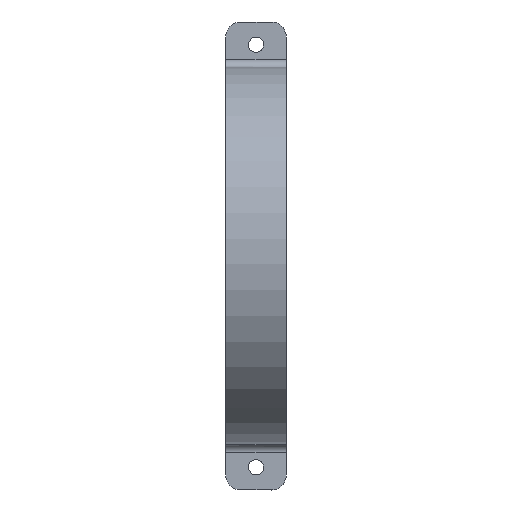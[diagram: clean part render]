
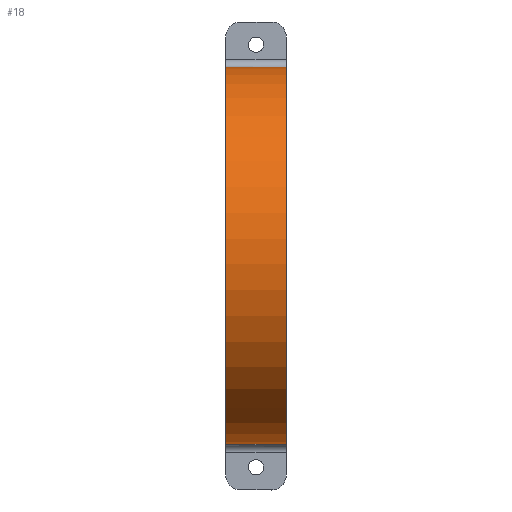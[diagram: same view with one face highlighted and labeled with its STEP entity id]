
A CAD part, top view. The second image highlights one B-rep face of the part: STEP entity #18.
In plain terms, the highlighted cylindrical face has radius 78.96 mm (diameter 157.92 mm), a partial arc.
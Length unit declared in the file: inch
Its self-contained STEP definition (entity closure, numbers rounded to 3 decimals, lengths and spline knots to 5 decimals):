
#18=ADVANCED_FACE('',(#46),#496,.T.);
#46=FACE_OUTER_BOUND('',#74,.T.);
#74=EDGE_LOOP('',(#106,#107,#108,#109));
#106=ORIENTED_EDGE('',*,*,#262,.T.);
#107=ORIENTED_EDGE('',*,*,#263,.T.);
#108=ORIENTED_EDGE('',*,*,#264,.F.);
#109=ORIENTED_EDGE('',*,*,#265,.F.);
#262=EDGE_CURVE('',#426,#427,#384,.T.);
#263=EDGE_CURVE('',#427,#428,#385,.T.);
#264=EDGE_CURVE('',#429,#428,#386,.T.);
#265=EDGE_CURVE('',#426,#429,#387,.T.);
#384=(
BOUNDED_CURVE()
B_SPLINE_CURVE(2,(#743,#744,#745,#746,#747),.UNSPECIFIED.,.F.,.F.)
B_SPLINE_CURVE_WITH_KNOTS((3,2,3),(5.11971,9.81566,14.51161),
 .UNSPECIFIED.)
CURVE()
GEOMETRIC_REPRESENTATION_ITEM()
RATIONAL_B_SPLINE_CURVE((1.,0.707,1.,0.707,1.))
REPRESENTATION_ITEM('')
);
#385=(
BOUNDED_CURVE()
B_SPLINE_CURVE(1,(#748,#749),.UNSPECIFIED.,.F.,.F.)
B_SPLINE_CURVE_WITH_KNOTS((2,2),(0.,1.),.UNSPECIFIED.)
CURVE()
GEOMETRIC_REPRESENTATION_ITEM()
RATIONAL_B_SPLINE_CURVE((1.,1.))
REPRESENTATION_ITEM('')
);
#386=(
BOUNDED_CURVE()
B_SPLINE_CURVE(2,(#750,#751,#752,#753,#754),.UNSPECIFIED.,.F.,.F.)
B_SPLINE_CURVE_WITH_KNOTS((3,2,3),(5.11971,9.81566,14.51161),
 .UNSPECIFIED.)
CURVE()
GEOMETRIC_REPRESENTATION_ITEM()
RATIONAL_B_SPLINE_CURVE((1.,0.707,1.,0.707,1.))
REPRESENTATION_ITEM('')
);
#387=(
BOUNDED_CURVE()
B_SPLINE_CURVE(1,(#755,#756),.UNSPECIFIED.,.F.,.F.)
B_SPLINE_CURVE_WITH_KNOTS((2,2),(0.,1.),.UNSPECIFIED.)
CURVE()
GEOMETRIC_REPRESENTATION_ITEM()
RATIONAL_B_SPLINE_CURVE((1.,1.))
REPRESENTATION_ITEM('')
);
#426=VERTEX_POINT('',#689);
#427=VERTEX_POINT('',#690);
#428=VERTEX_POINT('',#691);
#429=VERTEX_POINT('',#692);
#496=CYLINDRICAL_SURFACE('',#599,3.10866);
#599=AXIS2_PLACEMENT_3D('',#661,#630,$);
#630=DIRECTION('',(-1.,0.,0.));
#661=CARTESIAN_POINT('',(5.4301,9.,0.));
#689=CARTESIAN_POINT('',(5.9301,5.89134,0.));
#690=CARTESIAN_POINT('',(5.9301,12.10866,0.));
#691=CARTESIAN_POINT('',(4.9301,12.10866,0.));
#692=CARTESIAN_POINT('',(4.9301,5.89134,0.));
#743=CARTESIAN_POINT('',(5.9301,5.89134,0.));
#744=CARTESIAN_POINT('',(5.9301,5.89134,3.10866));
#745=CARTESIAN_POINT('',(5.9301,9.,3.10866));
#746=CARTESIAN_POINT('',(5.9301,12.10866,3.10866));
#747=CARTESIAN_POINT('',(5.9301,12.10866,0.));
#748=CARTESIAN_POINT('',(5.9301,12.10866,0.));
#749=CARTESIAN_POINT('',(4.9301,12.10866,0.));
#750=CARTESIAN_POINT('',(4.9301,5.89134,0.));
#751=CARTESIAN_POINT('',(4.9301,5.89134,3.10866));
#752=CARTESIAN_POINT('',(4.9301,9.,3.10866));
#753=CARTESIAN_POINT('',(4.9301,12.10866,3.10866));
#754=CARTESIAN_POINT('',(4.9301,12.10866,0.));
#755=CARTESIAN_POINT('',(5.9301,5.89134,0.));
#756=CARTESIAN_POINT('',(4.9301,5.89134,0.));
